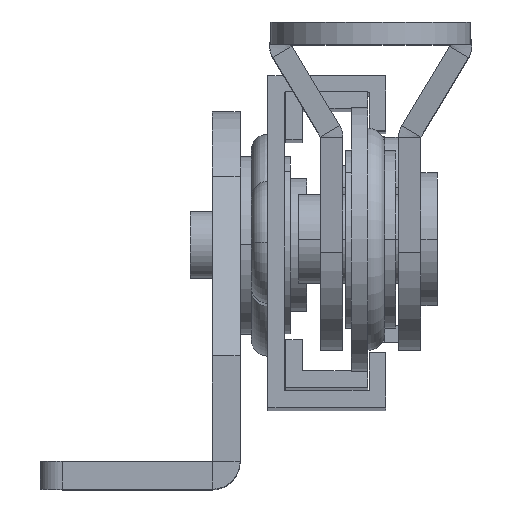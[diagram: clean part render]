
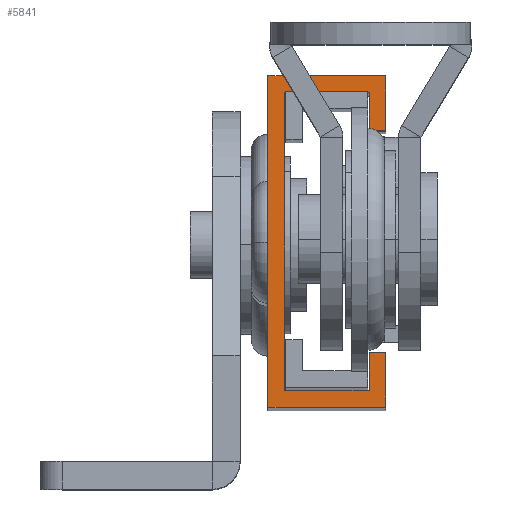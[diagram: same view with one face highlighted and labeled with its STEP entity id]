
A CAD part, top view. The second image highlights one B-rep face of the part: STEP entity #5841.
In plain terms, the highlighted planar face has unit normal (0, 0, 1).
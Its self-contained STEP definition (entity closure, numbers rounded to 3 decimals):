
#223 = LINE ( 'NONE', #2621, #1306 ) ;
#227 = LINE ( 'NONE', #2577, #1305 ) ;
#231 = LINE ( 'NONE', #2622, #1304 ) ;
#387 = LINE ( 'NONE', #1078, #5221 ) ;
#549 = FACE_OUTER_BOUND ( 'NONE', #7359, .T. ) ;
#587 = LINE ( 'NONE', #1129, #5210 ) ;
#597 = LINE ( 'NONE', #1117, #5212 ) ;
#609 = LINE ( 'NONE', #997, #5250 ) ;
#618 = LINE ( 'NONE', #1015, #5264 ) ;
#623 = LINE ( 'NONE', #975, #5253 ) ;
#661 = LINE ( 'NONE', #1102, #5213 ) ;
#708 = LINE ( 'NONE', #2157, #1298 ) ;
#740 = LINE ( 'NONE', #1172, #5231 ) ;
#975 = CARTESIAN_POINT ( 'NONE',  ( 4.55, -10., 90. ) ) ;
#977 = DIRECTION ( 'NONE',  ( -1., 0., 0. ) ) ;
#992 = DIRECTION ( 'NONE',  ( 1., 0., 0. ) ) ;
#997 = CARTESIAN_POINT ( 'NONE',  ( 6.05, 10., 90. ) ) ;
#1012 = DIRECTION ( 'NONE',  ( 0., -1., 0. ) ) ;
#1015 = CARTESIAN_POINT ( 'NONE',  ( 4.55, 10., 90. ) ) ;
#1072 = DIRECTION ( 'NONE',  ( 0., -1., 0. ) ) ;
#1078 = CARTESIAN_POINT ( 'NONE',  ( -4.55, -14.9, 90. ) ) ;
#1102 = CARTESIAN_POINT ( 'NONE',  ( 6.05, -14.9, 90. ) ) ;
#1111 = DIRECTION ( 'NONE',  ( 1., 0., 0. ) ) ;
#1112 = DIRECTION ( 'NONE',  ( 0., 1., 0. ) ) ;
#1117 = CARTESIAN_POINT ( 'NONE',  ( -3.05, 13.4, 90. ) ) ;
#1129 = CARTESIAN_POINT ( 'NONE',  ( 4.55, 13.4, 90. ) ) ;
#1138 = DIRECTION ( 'NONE',  ( 1., 0., 0. ) ) ;
#1172 = CARTESIAN_POINT ( 'NONE',  ( -3.05, -13.4, 90. ) ) ;
#1207 = DIRECTION ( 'NONE',  ( -1., 0., 0. ) ) ;
#1286 = AXIS2_PLACEMENT_3D ( 'NONE', #2061, #2051, #2072 ) ;
#1298 = VECTOR ( 'NONE', #2176, 1000. ) ;
#1304 = VECTOR ( 'NONE', #2551, 1000. ) ;
#1305 = VECTOR ( 'NONE', #2624, 1000. ) ;
#1306 = VECTOR ( 'NONE', #2712, 1000. ) ;
#1553 = ORIENTED_EDGE ( 'NONE', *, *, #6112, .T. ) ;
#1570 = ORIENTED_EDGE ( 'NONE', *, *, #6094, .T. ) ;
#1587 = ORIENTED_EDGE ( 'NONE', *, *, #5848, .T. ) ;
#1914 = ORIENTED_EDGE ( 'NONE', *, *, #6130, .T. ) ;
#2051 = DIRECTION ( 'NONE',  ( 0., 0., 1. ) ) ;
#2061 = CARTESIAN_POINT ( 'NONE',  ( 4.55, -13.4, 90. ) ) ;
#2069 = PLANE ( 'NONE',  #1286 ) ;
#2072 = DIRECTION ( 'NONE',  ( 1., 0., 0. ) ) ;
#2157 = CARTESIAN_POINT ( 'NONE',  ( 4.55, -13.4, 90. ) ) ;
#2176 = DIRECTION ( 'NONE',  ( 0., -1., 0. ) ) ;
#2551 = DIRECTION ( 'NONE',  ( -1., 0., 0. ) ) ;
#2577 = CARTESIAN_POINT ( 'NONE',  ( 6.05, 14.9, 90. ) ) ;
#2621 = CARTESIAN_POINT ( 'NONE',  ( 6.05, -10., 90. ) ) ;
#2622 = CARTESIAN_POINT ( 'NONE',  ( -4.55, 14.9, 90. ) ) ;
#2624 = DIRECTION ( 'NONE',  ( 0., 1., 0. ) ) ;
#2712 = DIRECTION ( 'NONE',  ( 0., 1., 0. ) ) ;
#3147 = VERTEX_POINT ( 'NONE', #6814 ) ;
#3149 = VERTEX_POINT ( 'NONE', #6807 ) ;
#3150 = VERTEX_POINT ( 'NONE', #6808 ) ;
#3152 = VERTEX_POINT ( 'NONE', #7041 ) ;
#3411 = VERTEX_POINT ( 'NONE', #7234 ) ;
#3419 = VERTEX_POINT ( 'NONE', #7273 ) ;
#3577 = VERTEX_POINT ( 'NONE', #7247 ) ;
#3601 = VERTEX_POINT ( 'NONE', #7202 ) ;
#3637 = VERTEX_POINT ( 'NONE', #7310 ) ;
#3915 = VERTEX_POINT ( 'NONE', #7181 ) ;
#3927 = VERTEX_POINT ( 'NONE', #7182 ) ;
#4022 = VERTEX_POINT ( 'NONE', #7177 ) ;
#4843 = ORIENTED_EDGE ( 'NONE', *, *, #6096, .T. ) ;
#4844 = ORIENTED_EDGE ( 'NONE', *, *, #6138, .T. ) ;
#4850 = ORIENTED_EDGE ( 'NONE', *, *, #5854, .T. ) ;
#4910 = ORIENTED_EDGE ( 'NONE', *, *, #5856, .T. ) ;
#4920 = ORIENTED_EDGE ( 'NONE', *, *, #6127, .T. ) ;
#4935 = ORIENTED_EDGE ( 'NONE', *, *, #6103, .T. ) ;
#5094 = ORIENTED_EDGE ( 'NONE', *, *, #6097, .T. ) ;
#5120 = ORIENTED_EDGE ( 'NONE', *, *, #5855, .T. ) ;
#5210 = VECTOR ( 'NONE', #1138, 1000. ) ;
#5212 = VECTOR ( 'NONE', #1112, 1000. ) ;
#5213 = VECTOR ( 'NONE', #1111, 1000. ) ;
#5221 = VECTOR ( 'NONE', #1072, 1000. ) ;
#5231 = VECTOR ( 'NONE', #1207, 1000. ) ;
#5250 = VECTOR ( 'NONE', #992, 1000. ) ;
#5253 = VECTOR ( 'NONE', #977, 1000. ) ;
#5264 = VECTOR ( 'NONE', #1012, 1000. ) ;
#5841 = ADVANCED_FACE ( 'NONE', ( #549 ), #2069, .T. ) ;
#5848 = EDGE_CURVE ( 'NONE', #3147, #3577, #708, .T. ) ;
#5854 = EDGE_CURVE ( 'NONE', #3915, #4022, #231, .T. ) ;
#5855 = EDGE_CURVE ( 'NONE', #3150, #3915, #227, .T. ) ;
#5856 = EDGE_CURVE ( 'NONE', #3149, #3152, #223, .T. ) ;
#6094 = EDGE_CURVE ( 'NONE', #3411, #3927, #587, .T. ) ;
#6096 = EDGE_CURVE ( 'NONE', #3419, #3411, #597, .T. ) ;
#6097 = EDGE_CURVE ( 'NONE', #3601, #3149, #661, .T. ) ;
#6103 = EDGE_CURVE ( 'NONE', #4022, #3601, #387, .T. ) ;
#6112 = EDGE_CURVE ( 'NONE', #3577, #3419, #740, .T. ) ;
#6127 = EDGE_CURVE ( 'NONE', #3637, #3150, #609, .T. ) ;
#6130 = EDGE_CURVE ( 'NONE', #3152, #3147, #623, .T. ) ;
#6138 = EDGE_CURVE ( 'NONE', #3927, #3637, #618, .T. ) ;
#6807 = CARTESIAN_POINT ( 'NONE',  ( 6.05, -14.9, 90. ) ) ;
#6808 = CARTESIAN_POINT ( 'NONE',  ( 6.05, 10., 90. ) ) ;
#6814 = CARTESIAN_POINT ( 'NONE',  ( 4.55, -10., 90. ) ) ;
#7041 = CARTESIAN_POINT ( 'NONE',  ( 6.05, -10., 90. ) ) ;
#7177 = CARTESIAN_POINT ( 'NONE',  ( -4.55, 14.9, 90. ) ) ;
#7181 = CARTESIAN_POINT ( 'NONE',  ( 6.05, 14.9, 90. ) ) ;
#7182 = CARTESIAN_POINT ( 'NONE',  ( 4.55, 13.4, 90. ) ) ;
#7202 = CARTESIAN_POINT ( 'NONE',  ( -4.55, -14.9, 90. ) ) ;
#7234 = CARTESIAN_POINT ( 'NONE',  ( -3.05, 13.4, 90. ) ) ;
#7247 = CARTESIAN_POINT ( 'NONE',  ( 4.55, -13.4, 90. ) ) ;
#7273 = CARTESIAN_POINT ( 'NONE',  ( -3.05, -13.4, 90. ) ) ;
#7310 = CARTESIAN_POINT ( 'NONE',  ( 4.55, 10., 90. ) ) ;
#7359 = EDGE_LOOP ( 'NONE', ( #1553, #4843, #1570, #4844, #4920, #5120, #4850, #4935, #5094, #4910, #1914, #1587 ) ) ;
